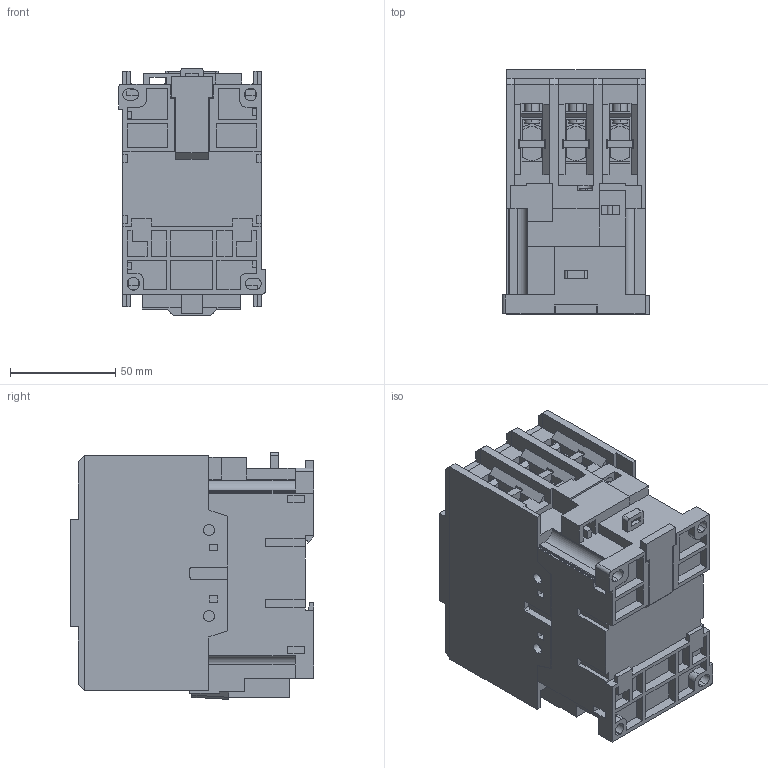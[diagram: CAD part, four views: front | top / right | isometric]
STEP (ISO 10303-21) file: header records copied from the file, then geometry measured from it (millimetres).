
FILE_DESCRIPTION((''),'2;1');
FILE_NAME('ASM010445_ASM','2021-06-10T',('marketing.praksa'),('Audax d.o.o.'),'CREO PARAMETRIC BY PTC INC, 2017480','CREO PARAMETRIC BY PTC INC, 2017480','');
FILE_SCHEMA(('AUTOMOTIVE_DESIGN { 1 0 10303 214 1 1 1 1 }'));
Length unit declared in the file: millimetre
Products named in the file (12): PRT9539_1; SCREWS_ASM; PRT9539; SCREW_2; YAM; SCREWS_3; COPPER; COPPER-ALU; CONTA_ASM; POKROV; PRT9541; ASM010445_ASM
Assembly tree (21 placements, depth 3):
  ASM010445_ASM
    SCREWS_ASM
      PRT9539_1  x6
    PRT9539
    SCREW_2
    YAM
    SCREWS_3
    CONTA_ASM  x6
      COPPER
      COPPER-ALU
    POKROV
    PRT9541
Bounding box: 69.7 x 116 x 117.3 mm (x, y, z)
Volume: 693544.3 mm3; surface area: 115000.6 mm2
Topology: 35 solids, 47 shells, 1350 faces, 3756 edges, 2568 vertices
Faces by surface type: plane 1083, cylinder 253, cone 14
Entity records: 49632 total; most frequent: CARTESIAN_POINT 6487, ORIENTED_EDGE 5586, DIRECTION 5237, PRESENTATION_STYLE_ASSIGNMENT 3893, STYLED_ITEM 3893, CURVE_STYLE 2871, EDGE_CURVE 2871, VECTOR 2365
